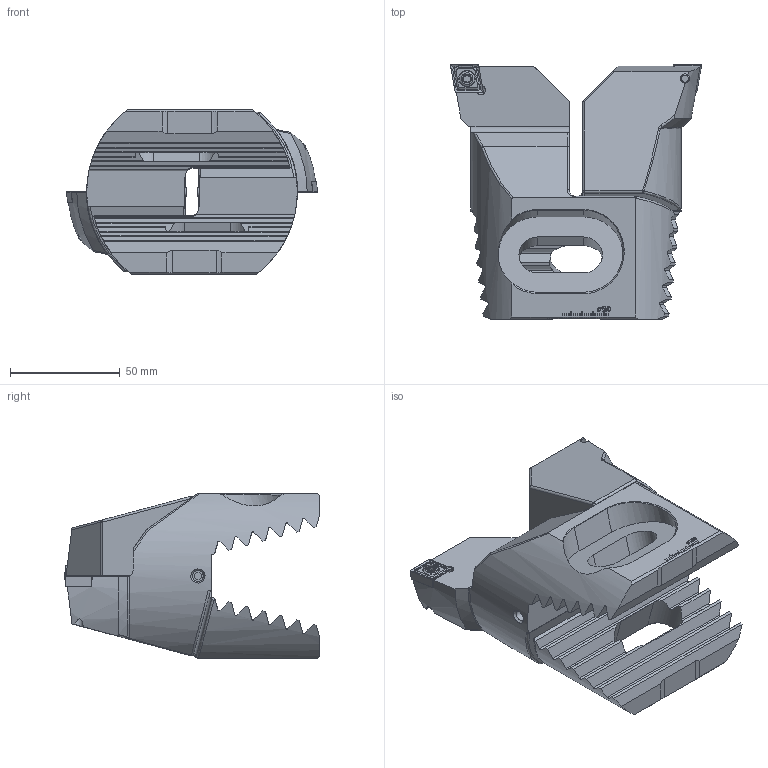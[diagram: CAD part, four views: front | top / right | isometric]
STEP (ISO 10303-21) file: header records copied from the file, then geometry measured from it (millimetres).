
FILE_DESCRIPTION (( 'STEP AP214' ), '1' );
FILE_NAME ('Z94.WCC.B11.067.STEP', '2020-08-14T11:32:27', ( '' ), ( '' ), 'SwSTEP 2.0', 'SolidWorks 2017', '' );
FILE_SCHEMA (( 'AUTOMOTIVE_DESIGN' ));
Length unit declared in the file: millimetre
Products named in the file (5): Z94.WCC.B11.067; Z94-xxx.001.067_E; CCMT120404; WCC-ER2.001.010_A; Z94-ER3.001.040
Assembly tree (8 placements, depth 2):
  Z94.WCC.B11.067
    Z94-xxx.001.067_E  x2
    Z94-ER3.001.040  x2
    CCMT120404  x2
    WCC-ER2.001.010_A  x2
Bounding box: 114.5 x 116.2 x 75.2 mm (x, y, z)
Volume: 342967.2 mm3; surface area: 64409 mm2
Topology: 8 solids, 8 shells, 716 faces, 1888 edges, 1186 vertices
Faces by surface type: plane 444, bspline 106, cylinder 102, cone 46, sphere 10, torus 8
Full cylindrical faces by diameter (mm): 2 x2, 4 x2, 4.2 x4, 5 x4, 5.5 x2, 6 x2, 7 x2, 7.6 x2
Entity records: 14373 total; most frequent: CARTESIAN_POINT 5117, ORIENTED_EDGE 1812, DIRECTION 1395, EDGE_CURVE 906, VERTEX_POINT 587, LINE 577, VECTOR 577, AXIS2_PLACEMENT_3D 409
